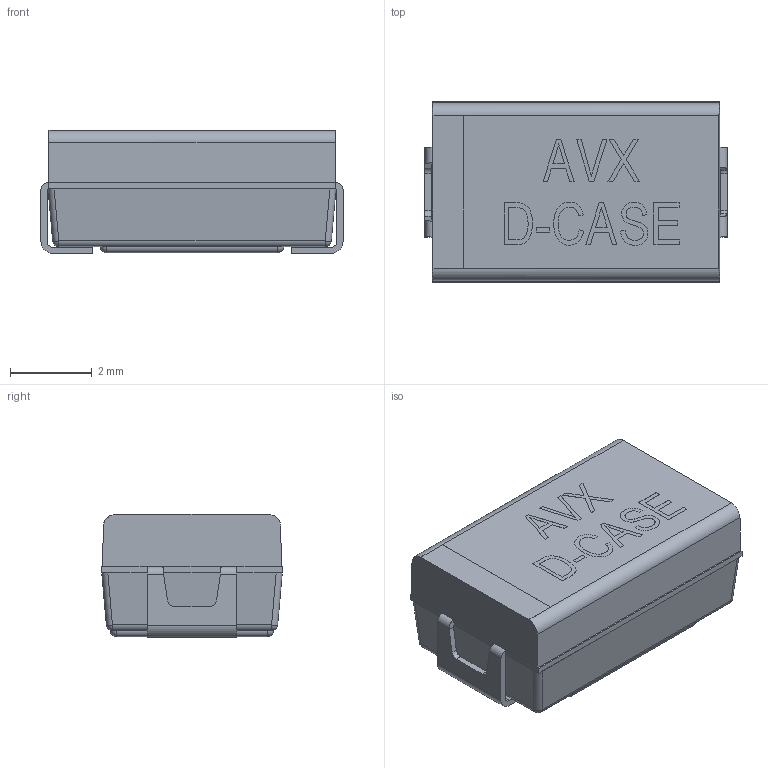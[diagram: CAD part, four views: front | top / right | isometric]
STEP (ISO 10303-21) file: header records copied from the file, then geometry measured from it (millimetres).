
FILE_DESCRIPTION (( 'STEP AP214' ), '1' );
FILE_NAME ('8A5B32F8-0529-4EA9-B6C3-237F27D32D4E.STEP', '2023-07-29T17:50:07', ( '' ), ( '' ), 'SwSTEP 2.0', 'SolidWorks 2022', '' );
FILE_SCHEMA (( 'AUTOMOTIVE_DESIGN' ));
Length unit declared in the file: millimetre
Products named in the file (1): 8A5B32F8-0529-4EA9-B6C3-237F27D32D4E
Bounding box: 7.4 x 4.45 x 3.01 mm (x, y, z)
Volume: 90 mm3; surface area: 182.1 mm2
Topology: 2 solids, 2 shells, 217 faces, 567 edges, 358 vertices
Faces by surface type: plane 132, bspline 43, cylinder 34, sphere 8
Entity records: 11003 total; most frequent: CARTESIAN_POINT 3655, ORIENTED_EDGE 1126, DIRECTION 861, EDGE_CURVE 563, LINE 403, VECTOR 403, VERTEX_POINT 358, AXIS2_PLACEMENT_3D 229
